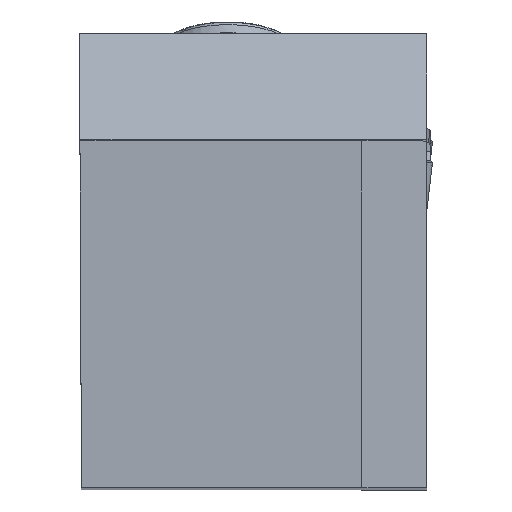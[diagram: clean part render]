
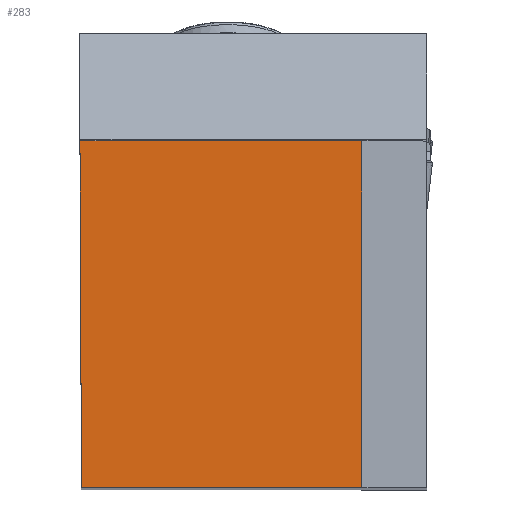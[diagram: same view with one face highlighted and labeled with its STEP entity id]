
A CAD part, top view. The second image highlights one B-rep face of the part: STEP entity #283.
In plain terms, the highlighted planar face has unit normal (0, 0, 1).
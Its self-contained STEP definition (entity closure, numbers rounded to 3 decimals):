
#283=ADVANCED_FACE('BLANK_BOXF006',(#430),#376,.T.);
#376=PLANE('',#1951);
#430=FACE_OUTER_BOUND('',#524,.T.);
#524=EDGE_LOOP('',(#704,#705,#706,#707));
#704=ORIENTED_EDGE('',*,*,#1379,.T.);
#705=ORIENTED_EDGE('',*,*,#1339,.T.);
#706=ORIENTED_EDGE('',*,*,#1327,.F.);
#707=ORIENTED_EDGE('',*,*,#1380,.F.);
#1152=VERTEX_POINT('',#2601);
#1153=VERTEX_POINT('',#2602);
#1162=VERTEX_POINT('',#2630);
#1189=VERTEX_POINT('',#2763);
#1327=EDGE_CURVE('',#1152,#1153,#1583,.T.);
#1339=EDGE_CURVE('',#1162,#1153,#1594,.T.);
#1379=EDGE_CURVE('',#1189,#1162,#1621,.T.);
#1380=EDGE_CURVE('',#1189,#1152,#1622,.T.);
#1583=LINE('',#2600,#1726);
#1594=LINE('',#2629,#1737);
#1621=LINE('',#2762,#1764);
#1622=LINE('',#2764,#1765);
#1726=VECTOR('',#2126,1.);
#1737=VECTOR('',#2141,1.);
#1764=VECTOR('',#2196,1.);
#1765=VECTOR('',#2197,1.);
#1951=AXIS2_PLACEMENT_3D('',#2765,#2198,#2199);
#2126=DIRECTION('',(-1.,0.,0.));
#2141=DIRECTION('',(0.004,-1.,0.));
#2196=DIRECTION('',(-1.,0.,0.));
#2197=DIRECTION('',(0.,-1.,0.));
#2198=DIRECTION('',(0.,0.,1.));
#2199=DIRECTION('',(-1.,0.,0.));
#2600=CARTESIAN_POINT('',(-22.,0.,0.));
#2601=CARTESIAN_POINT('',(12.951,0.,0.));
#2602=CARTESIAN_POINT('',(0.069,0.,0.));
#2629=CARTESIAN_POINT('',(-0.027,22.021,0.));
#2630=CARTESIAN_POINT('',(0.,15.925,0.));
#2762=CARTESIAN_POINT('',(-22.,15.925,0.));
#2763=CARTESIAN_POINT('',(12.951,15.925,0.));
#2764=CARTESIAN_POINT('',(12.951,0.,0.));
#2765=CARTESIAN_POINT('',(-22.,21.925,0.));
